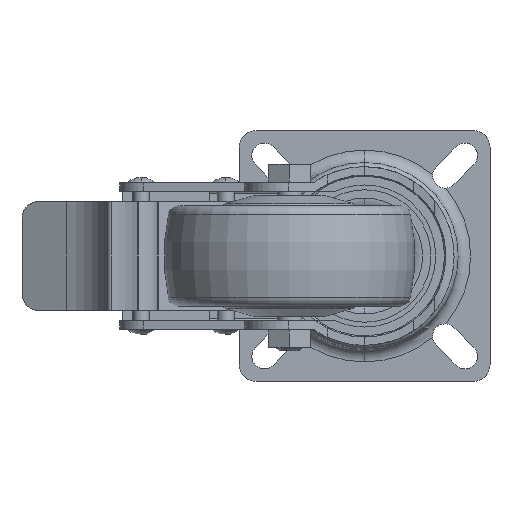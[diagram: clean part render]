
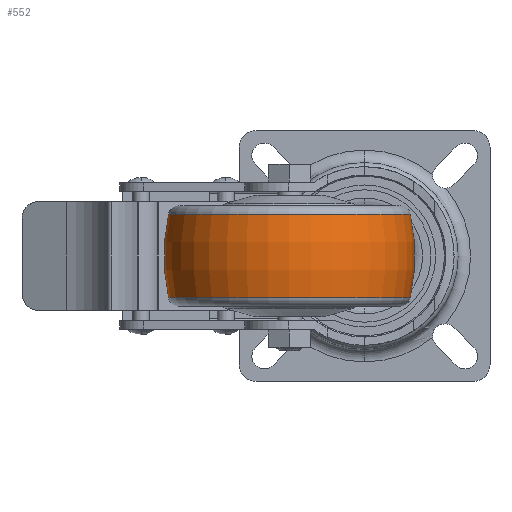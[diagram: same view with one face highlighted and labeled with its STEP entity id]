
A CAD part, front view. The second image highlights one B-rep face of the part: STEP entity #552.
In plain terms, the highlighted toroidal (fillet/blend) face has major radius 18.125 mm and minor radius 48.125 mm.
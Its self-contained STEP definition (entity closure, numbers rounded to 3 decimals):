
#542 = EDGE_CURVE ( 'NONE', #7864, #9061, #4038, .T. ) ;
#546 = ORIENTED_EDGE ( 'NONE', *, *, #9335, .T. ) ;
#548 = ORIENTED_EDGE ( 'NONE', *, *, #553, .T. ) ;
#549 = EDGE_LOOP ( 'NONE', ( #554, #548, #546, #557 ) ) ;
#552 = ADVANCED_FACE ( 'NONE', ( #4034 ), #4020, .T. ) ;
#553 = EDGE_CURVE ( 'NONE', #3669, #5127, #4021, .T. ) ;
#554 = ORIENTED_EDGE ( 'NONE', *, *, #9021, .F. ) ;
#557 = ORIENTED_EDGE ( 'NONE', *, *, #542, .F. ) ;
#3669 = VERTEX_POINT ( 'NONE', #8783 ) ;
#4012 = DIRECTION ( 'NONE',  ( -1., 0., 0. ) ) ;
#4013 = DIRECTION ( 'NONE',  ( 0., 0., -1. ) ) ;
#4014 = AXIS2_PLACEMENT_3D ( 'NONE', #4039, #4013, #4012 ) ;
#4017 = DIRECTION ( 'NONE',  ( -1., 0., 0. ) ) ;
#4018 = DIRECTION ( 'NONE',  ( 0., 0., -1. ) ) ;
#4020 = TOROIDAL_SURFACE ( 'NONE', #4026, -18.125, 48.125 ) ;
#4021 = CIRCLE ( 'NONE', #4014, 28.945 ) ;
#4022 = DIRECTION ( 'NONE',  ( -1., 0., 0. ) ) ;
#4023 = DIRECTION ( 'NONE',  ( 0., 0., -1. ) ) ;
#4025 = CARTESIAN_POINT ( 'NONE',  ( 0., 0., 0. ) ) ;
#4026 = AXIS2_PLACEMENT_3D ( 'NONE', #4025, #4018, #4017 ) ;
#4027 = AXIS2_PLACEMENT_3D ( 'NONE', #4033, #4023, #4022 ) ;
#4033 = CARTESIAN_POINT ( 'NONE',  ( 0., 0., -10.021 ) ) ;
#4034 = FACE_OUTER_BOUND ( 'NONE', #549, .T. ) ;
#4038 = CIRCLE ( 'NONE', #4027, 28.945 ) ;
#4039 = CARTESIAN_POINT ( 'NONE',  ( 0., 0., 10.021 ) ) ;
#5127 = VERTEX_POINT ( 'NONE', #8814 ) ;
#7864 = VERTEX_POINT ( 'NONE', #8813 ) ;
#8783 = CARTESIAN_POINT ( 'NONE',  ( 28.945, 0., 10.021 ) ) ;
#8813 = CARTESIAN_POINT ( 'NONE',  ( 28.945, 0., -10.021 ) ) ;
#8814 = CARTESIAN_POINT ( 'NONE',  ( -28.945, 0., 10.021 ) ) ;
#8838 = CIRCLE ( 'NONE', #8876, 48.125 ) ;
#8846 = DIRECTION ( 'NONE',  ( -1., 0., 0. ) ) ;
#8847 = DIRECTION ( 'NONE',  ( 0., 1., 0. ) ) ;
#8848 = CARTESIAN_POINT ( 'NONE',  ( -18.125, 0., 0. ) ) ;
#8849 = AXIS2_PLACEMENT_3D ( 'NONE', #8848, #8847, #8846 ) ;
#8850 = CARTESIAN_POINT ( 'NONE',  ( -28.945, 0., -10.021 ) ) ;
#8854 = CIRCLE ( 'NONE', #8849, 48.125 ) ;
#8873 = DIRECTION ( 'NONE',  ( 0., 0., -1. ) ) ;
#8874 = DIRECTION ( 'NONE',  ( 0., -1., 0. ) ) ;
#8875 = CARTESIAN_POINT ( 'NONE',  ( 18.125, 0., 0. ) ) ;
#8876 = AXIS2_PLACEMENT_3D ( 'NONE', #8875, #8874, #8873 ) ;
#9021 = EDGE_CURVE ( 'NONE', #3669, #7864, #8854, .T. ) ;
#9061 = VERTEX_POINT ( 'NONE', #8850 ) ;
#9335 = EDGE_CURVE ( 'NONE', #5127, #9061, #8838, .T. ) ;
